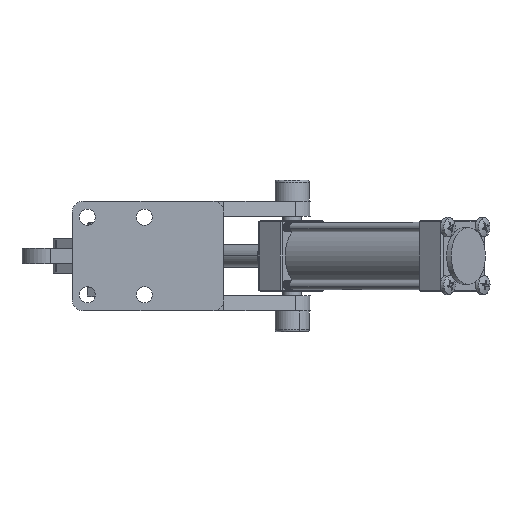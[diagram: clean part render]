
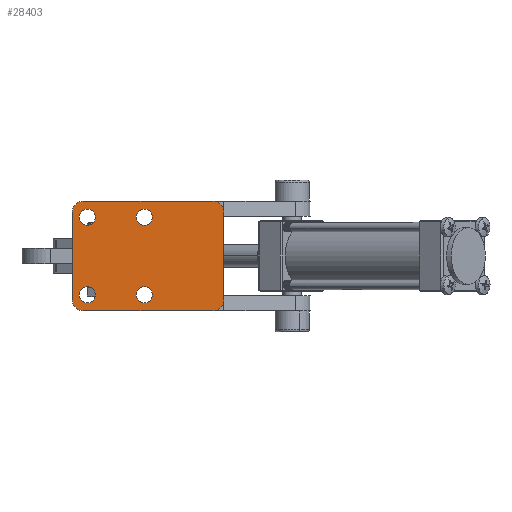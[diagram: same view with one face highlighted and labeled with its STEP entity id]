
A CAD part, front view. The second image highlights one B-rep face of the part: STEP entity #28403.
In plain terms, the highlighted planar face has unit normal (0, -1, 0).
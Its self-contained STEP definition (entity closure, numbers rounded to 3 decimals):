
#220 = CARTESIAN_POINT ( 'NONE',  ( -13., -10., 23. ) ) ;
#748 = CARTESIAN_POINT ( 'NONE',  ( 67., -10., -23. ) ) ;
#792 = CIRCLE ( 'NONE', #6844, 4.25 ) ;
#1109 = VERTEX_POINT ( 'NONE', #23126 ) ;
#1371 = VECTOR ( 'NONE', #24799, 1000. ) ;
#1435 = DIRECTION ( 'NONE',  ( 0., -1., 0. ) ) ;
#1829 = VERTEX_POINT ( 'NONE', #22598 ) ;
#2532 = FACE_BOUND ( 'NONE', #6654, .T. ) ;
#2697 = EDGE_LOOP ( 'NONE', ( #2717, #26344 ) ) ;
#2717 = ORIENTED_EDGE ( 'NONE', *, *, #28909, .F. ) ;
#2906 = VERTEX_POINT ( 'NONE', #4022 ) ;
#3195 = ORIENTED_EDGE ( 'NONE', *, *, #30472, .F. ) ;
#4022 = CARTESIAN_POINT ( 'NONE',  ( -5., -10., -16.25 ) ) ;
#4451 = AXIS2_PLACEMENT_3D ( 'NONE', #14389, #33560, #17136 ) ;
#4740 = CIRCLE ( 'NONE', #12682, 4.25 ) ;
#5000 = CARTESIAN_POINT ( 'NONE',  ( -13., -10., 29. ) ) ;
#5142 = CARTESIAN_POINT ( 'NONE',  ( -7., -10., -23. ) ) ;
#5232 = ORIENTED_EDGE ( 'NONE', *, *, #10278, .F. ) ;
#5342 = CARTESIAN_POINT ( 'NONE',  ( 25., -10., -16.25 ) ) ;
#5704 = AXIS2_PLACEMENT_3D ( 'NONE', #31942, #15528, #34706 ) ;
#5898 = EDGE_LOOP ( 'NONE', ( #9423, #3195 ) ) ;
#6243 = CARTESIAN_POINT ( 'NONE',  ( -7., -10., 29. ) ) ;
#6427 = DIRECTION ( 'NONE',  ( 0., -1., 0. ) ) ;
#6508 = AXIS2_PLACEMENT_3D ( 'NONE', #12135, #31312, #14919 ) ;
#6654 = EDGE_LOOP ( 'NONE', ( #27145, #18514 ) ) ;
#6844 = AXIS2_PLACEMENT_3D ( 'NONE', #12636, #31816, #15407 ) ;
#6950 = CIRCLE ( 'NONE', #20254, 4.25 ) ;
#7749 = DIRECTION ( 'NONE',  ( 1., 0., 0. ) ) ;
#7795 = DIRECTION ( 'NONE',  ( 0., -1., 0. ) ) ;
#7875 = EDGE_CURVE ( 'NONE', #11686, #25499, #31634, .T. ) ;
#7908 = DIRECTION ( 'NONE',  ( 0., 0., 1. ) ) ;
#8272 = CARTESIAN_POINT ( 'NONE',  ( 25., -10., -20.5 ) ) ;
#8482 = VERTEX_POINT ( 'NONE', #15088 ) ;
#8487 = CARTESIAN_POINT ( 'NONE',  ( 25., -10., 16.25 ) ) ;
#8693 = LINE ( 'NONE', #5000, #15969 ) ;
#9143 = VERTEX_POINT ( 'NONE', #13900 ) ;
#9423 = ORIENTED_EDGE ( 'NONE', *, *, #26161, .F. ) ;
#9778 = VECTOR ( 'NONE', #26131, 1000. ) ;
#9809 = PLANE ( 'NONE',  #18027 ) ;
#10041 = CARTESIAN_POINT ( 'NONE',  ( -13., -10., 29. ) ) ;
#10278 = EDGE_CURVE ( 'NONE', #32187, #1109, #8693, .T. ) ;
#10566 = DIRECTION ( 'NONE',  ( 0., -1., 0. ) ) ;
#10797 = ORIENTED_EDGE ( 'NONE', *, *, #18167, .T. ) ;
#11009 = DIRECTION ( 'NONE',  ( 0., 0., -1. ) ) ;
#11264 = EDGE_CURVE ( 'NONE', #35091, #17487, #32233, .T. ) ;
#11377 = EDGE_CURVE ( 'NONE', #26136, #1829, #6950, .T. ) ;
#11497 = ORIENTED_EDGE ( 'NONE', *, *, #32474, .T. ) ;
#11686 = VERTEX_POINT ( 'NONE', #15186 ) ;
#12033 = CARTESIAN_POINT ( 'NONE',  ( 67., -10., -29. ) ) ;
#12135 = CARTESIAN_POINT ( 'NONE',  ( 61., -10., 23. ) ) ;
#12348 = EDGE_LOOP ( 'NONE', ( #26861, #32832 ) ) ;
#12373 = AXIS2_PLACEMENT_3D ( 'NONE', #26944, #10566, #29730 ) ;
#12524 = EDGE_CURVE ( 'NONE', #27607, #28052, #30394, .T. ) ;
#12636 = CARTESIAN_POINT ( 'NONE',  ( 25., -10., -20.5 ) ) ;
#12682 = AXIS2_PLACEMENT_3D ( 'NONE', #22794, #6427, #25566 ) ;
#12787 = DIRECTION ( 'NONE',  ( 0., 0., 1. ) ) ;
#12902 = AXIS2_PLACEMENT_3D ( 'NONE', #30042, #13624, #32811 ) ;
#13624 = DIRECTION ( 'NONE',  ( 0., -1., 0. ) ) ;
#13647 = ORIENTED_EDGE ( 'NONE', *, *, #12524, .F. ) ;
#13850 = ORIENTED_EDGE ( 'NONE', *, *, #19573, .T. ) ;
#13900 = CARTESIAN_POINT ( 'NONE',  ( 67., -10., 23. ) ) ;
#14389 = CARTESIAN_POINT ( 'NONE',  ( -5., -10., 20.5 ) ) ;
#14919 = DIRECTION ( 'NONE',  ( 0., 0., 1. ) ) ;
#15088 = CARTESIAN_POINT ( 'NONE',  ( 25., -10., 24.75 ) ) ;
#15186 = CARTESIAN_POINT ( 'NONE',  ( 61., -10., -29. ) ) ;
#15407 = DIRECTION ( 'NONE',  ( 0., 0., -1. ) ) ;
#15528 = DIRECTION ( 'NONE',  ( 0., -1., 0. ) ) ;
#15817 = CIRCLE ( 'NONE', #18857, 4.25 ) ;
#15850 = CARTESIAN_POINT ( 'NONE',  ( -5., -10., 24.75 ) ) ;
#15969 = VECTOR ( 'NONE', #7749, 1000. ) ;
#16124 = DIRECTION ( 'NONE',  ( 0., -1., 0. ) ) ;
#16335 = ORIENTED_EDGE ( 'NONE', *, *, #30680, .T. ) ;
#16559 = CARTESIAN_POINT ( 'NONE',  ( -13., -10., -29. ) ) ;
#16702 = VECTOR ( 'NONE', #23044, 1000. ) ;
#17035 = FACE_BOUND ( 'NONE', #5898, .T. ) ;
#17082 = CARTESIAN_POINT ( 'NONE',  ( -5., -10., 16.25 ) ) ;
#17136 = DIRECTION ( 'NONE',  ( 0., 0., -1. ) ) ;
#17487 = VERTEX_POINT ( 'NONE', #15850 ) ;
#17716 = CARTESIAN_POINT ( 'NONE',  ( -5., -10., -20.5 ) ) ;
#18027 = AXIS2_PLACEMENT_3D ( 'NONE', #10041, #29208, #12787 ) ;
#18070 = CARTESIAN_POINT ( 'NONE',  ( -7., -10., -29. ) ) ;
#18167 = EDGE_CURVE ( 'NONE', #27607, #25499, #23104, .T. ) ;
#18514 = ORIENTED_EDGE ( 'NONE', *, *, #21814, .F. ) ;
#18857 = AXIS2_PLACEMENT_3D ( 'NONE', #32539, #16124, #35289 ) ;
#19226 = EDGE_CURVE ( 'NONE', #35327, #2906, #15817, .T. ) ;
#19573 = EDGE_CURVE ( 'NONE', #9143, #1109, #28633, .T. ) ;
#19749 = AXIS2_PLACEMENT_3D ( 'NONE', #5142, #24260, #7908 ) ;
#20254 = AXIS2_PLACEMENT_3D ( 'NONE', #8272, #27409, #11009 ) ;
#20265 = CARTESIAN_POINT ( 'NONE',  ( -13., -10., -23. ) ) ;
#20451 = DIRECTION ( 'NONE',  ( 0., 0., -1. ) ) ;
#21814 = EDGE_CURVE ( 'NONE', #2906, #35327, #24098, .T. ) ;
#22598 = CARTESIAN_POINT ( 'NONE',  ( 25., -10., -24.75 ) ) ;
#22794 = CARTESIAN_POINT ( 'NONE',  ( 25., -10., 20.5 ) ) ;
#23044 = DIRECTION ( 'NONE',  ( 0., 0., -1. ) ) ;
#23104 = CIRCLE ( 'NONE', #19749, 6. ) ;
#23126 = CARTESIAN_POINT ( 'NONE',  ( 61., -10., 29. ) ) ;
#23369 = CARTESIAN_POINT ( 'NONE',  ( -13., -10., -29. ) ) ;
#23458 = FACE_OUTER_BOUND ( 'NONE', #32572, .T. ) ;
#24097 = CIRCLE ( 'NONE', #12373, 6. ) ;
#24098 = CIRCLE ( 'NONE', #32081, 4.25 ) ;
#24159 = CARTESIAN_POINT ( 'NONE',  ( -5., -10., 20.5 ) ) ;
#24260 = DIRECTION ( 'NONE',  ( 0., -1., 0. ) ) ;
#24289 = FACE_BOUND ( 'NONE', #2697, .T. ) ;
#24799 = DIRECTION ( 'NONE',  ( 0., 0., 1. ) ) ;
#25499 = VERTEX_POINT ( 'NONE', #18070 ) ;
#25566 = DIRECTION ( 'NONE',  ( 0., 0., -1. ) ) ;
#25702 = ORIENTED_EDGE ( 'NONE', *, *, #7875, .F. ) ;
#26131 = DIRECTION ( 'NONE',  ( -1., 0., 0. ) ) ;
#26136 = VERTEX_POINT ( 'NONE', #5342 ) ;
#26161 = EDGE_CURVE ( 'NONE', #34992, #8482, #4740, .T. ) ;
#26257 = EDGE_CURVE ( 'NONE', #9143, #31713, #31283, .T. ) ;
#26344 = ORIENTED_EDGE ( 'NONE', *, *, #11377, .F. ) ;
#26430 = ORIENTED_EDGE ( 'NONE', *, *, #26257, .F. ) ;
#26861 = ORIENTED_EDGE ( 'NONE', *, *, #11264, .F. ) ;
#26918 = DIRECTION ( 'NONE',  ( 0., 0., -1. ) ) ;
#26944 = CARTESIAN_POINT ( 'NONE',  ( -7., -10., 23. ) ) ;
#27145 = ORIENTED_EDGE ( 'NONE', *, *, #19226, .F. ) ;
#27409 = DIRECTION ( 'NONE',  ( 0., -1., 0. ) ) ;
#27607 = VERTEX_POINT ( 'NONE', #20265 ) ;
#27874 = CIRCLE ( 'NONE', #12902, 6. ) ;
#28052 = VERTEX_POINT ( 'NONE', #220 ) ;
#28403 = ADVANCED_FACE ( 'NONE', ( #2532, #17035, #24289, #30762, #23458 ), #9809, .F. ) ;
#28633 = CIRCLE ( 'NONE', #6508, 6. ) ;
#28909 = EDGE_CURVE ( 'NONE', #1829, #26136, #792, .T. ) ;
#29208 = DIRECTION ( 'NONE',  ( 0., 1., 0. ) ) ;
#29730 = DIRECTION ( 'NONE',  ( 0., 0., 1. ) ) ;
#30042 = CARTESIAN_POINT ( 'NONE',  ( 61., -10., -23. ) ) ;
#30394 = LINE ( 'NONE', #16559, #1371 ) ;
#30472 = EDGE_CURVE ( 'NONE', #8482, #34992, #33594, .T. ) ;
#30680 = EDGE_CURVE ( 'NONE', #32187, #28052, #24097, .T. ) ;
#30762 = FACE_BOUND ( 'NONE', #12348, .T. ) ;
#31283 = LINE ( 'NONE', #12033, #16702 ) ;
#31312 = DIRECTION ( 'NONE',  ( 0., -1., 0. ) ) ;
#31634 = LINE ( 'NONE', #23369, #9778 ) ;
#31713 = VERTEX_POINT ( 'NONE', #748 ) ;
#31816 = DIRECTION ( 'NONE',  ( 0., -1., 0. ) ) ;
#31942 = CARTESIAN_POINT ( 'NONE',  ( 25., -10., 20.5 ) ) ;
#31994 = AXIS2_PLACEMENT_3D ( 'NONE', #24159, #7795, #26918 ) ;
#32081 = AXIS2_PLACEMENT_3D ( 'NONE', #17716, #1435, #20451 ) ;
#32160 = EDGE_CURVE ( 'NONE', #17487, #35091, #33009, .T. ) ;
#32187 = VERTEX_POINT ( 'NONE', #6243 ) ;
#32233 = CIRCLE ( 'NONE', #31994, 4.25 ) ;
#32286 = CARTESIAN_POINT ( 'NONE',  ( -5., -10., -24.75 ) ) ;
#32474 = EDGE_CURVE ( 'NONE', #11686, #31713, #27874, .T. ) ;
#32539 = CARTESIAN_POINT ( 'NONE',  ( -5., -10., -20.5 ) ) ;
#32572 = EDGE_LOOP ( 'NONE', ( #13647, #10797, #25702, #11497, #26430, #13850, #5232, #16335 ) ) ;
#32811 = DIRECTION ( 'NONE',  ( 0., 0., 1. ) ) ;
#32832 = ORIENTED_EDGE ( 'NONE', *, *, #32160, .F. ) ;
#33009 = CIRCLE ( 'NONE', #4451, 4.25 ) ;
#33560 = DIRECTION ( 'NONE',  ( 0., -1., 0. ) ) ;
#33594 = CIRCLE ( 'NONE', #5704, 4.25 ) ;
#34706 = DIRECTION ( 'NONE',  ( 0., 0., -1. ) ) ;
#34992 = VERTEX_POINT ( 'NONE', #8487 ) ;
#35091 = VERTEX_POINT ( 'NONE', #17082 ) ;
#35289 = DIRECTION ( 'NONE',  ( 0., 0., -1. ) ) ;
#35327 = VERTEX_POINT ( 'NONE', #32286 ) ;
